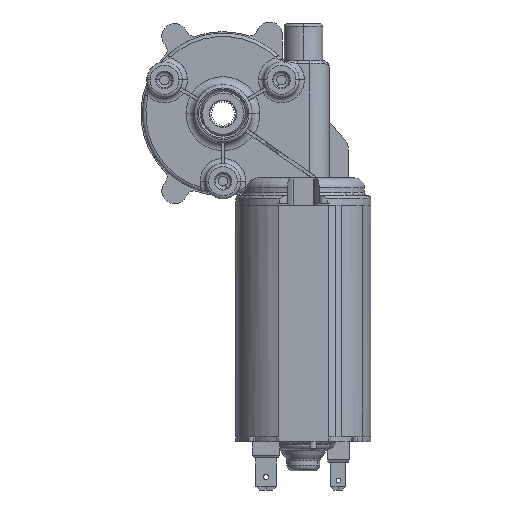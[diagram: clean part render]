
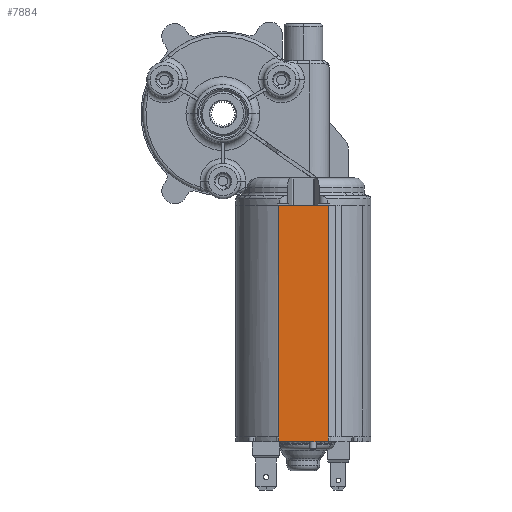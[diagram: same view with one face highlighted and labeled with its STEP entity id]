
A CAD part, left-side view. The second image highlights one B-rep face of the part: STEP entity #7884.
In plain terms, the highlighted planar face has unit normal (-1, 0, 0).
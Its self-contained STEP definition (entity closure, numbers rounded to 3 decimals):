
#7832=AXIS2_PLACEMENT_3D('Plane Axis2P3D',#7829,#7830,#7831) ;
#5919=CARTESIAN_POINT('Vertex',(-19.5,32.794,-100.5)) ;
#5922=CARTESIAN_POINT('Line Origine',(-19.5,32.794,-64.5)) ;
#5926=CARTESIAN_POINT('Vertex',(-19.5,32.794,-28.5)) ;
#7811=CARTESIAN_POINT('Line Origine',(-19.5,32.744,-100.5)) ;
#7815=CARTESIAN_POINT('Vertex',(-19.5,32.694,-100.5)) ;
#7829=CARTESIAN_POINT('Axis2P3D Location',(-19.5,25.,-100.5)) ;
#7834=CARTESIAN_POINT('Line Origine',(-19.5,17.306,-101.25)) ;
#7838=CARTESIAN_POINT('Vertex',(-19.5,17.306,-102.)) ;
#7840=CARTESIAN_POINT('Vertex',(-19.5,17.306,-100.5)) ;
#7843=CARTESIAN_POINT('Line Origine',(-19.5,17.256,-100.5)) ;
#7847=CARTESIAN_POINT('Vertex',(-19.5,17.206,-100.5)) ;
#7850=CARTESIAN_POINT('Line Origine',(-19.5,17.206,-64.5)) ;
#7854=CARTESIAN_POINT('Vertex',(-19.5,17.206,-28.5)) ;
#7857=CARTESIAN_POINT('Line Origine',(-19.5,25.,-28.5)) ;
#7862=CARTESIAN_POINT('Line Origine',(-19.5,32.694,-101.25)) ;
#7866=CARTESIAN_POINT('Vertex',(-19.5,32.694,-102.)) ;
#7869=CARTESIAN_POINT('Line Origine',(-19.5,25.,-102.)) ;
#5923=DIRECTION('Vector Direction',(0.,0.,-1.)) ;
#7812=DIRECTION('Vector Direction',(0.,1.,0.)) ;
#7830=DIRECTION('Axis2P3D Direction',(1.,0.,0.)) ;
#7831=DIRECTION('Axis2P3D XDirection',(0.,0.,-1.)) ;
#7835=DIRECTION('Vector Direction',(0.,0.,-1.)) ;
#7844=DIRECTION('Vector Direction',(0.,1.,0.)) ;
#7851=DIRECTION('Vector Direction',(0.,0.,-1.)) ;
#7858=DIRECTION('Vector Direction',(0.,1.,0.)) ;
#7863=DIRECTION('Vector Direction',(0.,0.,1.)) ;
#7870=DIRECTION('Vector Direction',(0.,1.,0.)) ;
#5924=VECTOR('Line Direction',#5923,1.) ;
#7813=VECTOR('Line Direction',#7812,1.) ;
#7836=VECTOR('Line Direction',#7835,1.) ;
#7845=VECTOR('Line Direction',#7844,1.) ;
#7852=VECTOR('Line Direction',#7851,1.) ;
#7859=VECTOR('Line Direction',#7858,1.) ;
#7864=VECTOR('Line Direction',#7863,1.) ;
#7871=VECTOR('Line Direction',#7870,1.) ;
#7875=ORIENTED_EDGE('',*,*,#7842,.T.) ;
#7876=ORIENTED_EDGE('',*,*,#7849,.F.) ;
#7877=ORIENTED_EDGE('',*,*,#7856,.F.) ;
#7878=ORIENTED_EDGE('',*,*,#7861,.T.) ;
#7879=ORIENTED_EDGE('',*,*,#5928,.T.) ;
#7880=ORIENTED_EDGE('',*,*,#7817,.F.) ;
#7881=ORIENTED_EDGE('',*,*,#7868,.F.) ;
#7882=ORIENTED_EDGE('',*,*,#7873,.F.) ;
#7884=ADVANCED_FACE('',(#7883),#7833,.F.) ;
#5928=EDGE_CURVE('',#5927,#5920,#5925,.T.) ;
#7817=EDGE_CURVE('',#7816,#5920,#7814,.T.) ;
#7842=EDGE_CURVE('',#7839,#7841,#7837,.F.) ;
#7849=EDGE_CURVE('',#7848,#7841,#7846,.T.) ;
#7856=EDGE_CURVE('',#7855,#7848,#7853,.T.) ;
#7861=EDGE_CURVE('',#7855,#5927,#7860,.T.) ;
#7868=EDGE_CURVE('',#7867,#7816,#7865,.T.) ;
#7873=EDGE_CURVE('',#7839,#7867,#7872,.T.) ;
#7874=EDGE_LOOP('',(#7875,#7876,#7877,#7878,#7879,#7880,#7881,#7882)) ;
#7883=FACE_OUTER_BOUND('',#7874,.T.) ;
#5925=LINE('Line',#5922,#5924) ;
#7814=LINE('Line',#7811,#7813) ;
#7837=LINE('Line',#7834,#7836) ;
#7846=LINE('Line',#7843,#7845) ;
#7853=LINE('Line',#7850,#7852) ;
#7860=LINE('Line',#7857,#7859) ;
#7865=LINE('Line',#7862,#7864) ;
#7872=LINE('Line',#7869,#7871) ;
#7833=PLANE('Plane',#7832) ;
#5920=VERTEX_POINT('',#5919) ;
#5927=VERTEX_POINT('',#5926) ;
#7816=VERTEX_POINT('',#7815) ;
#7839=VERTEX_POINT('',#7838) ;
#7841=VERTEX_POINT('',#7840) ;
#7848=VERTEX_POINT('',#7847) ;
#7855=VERTEX_POINT('',#7854) ;
#7867=VERTEX_POINT('',#7866) ;
